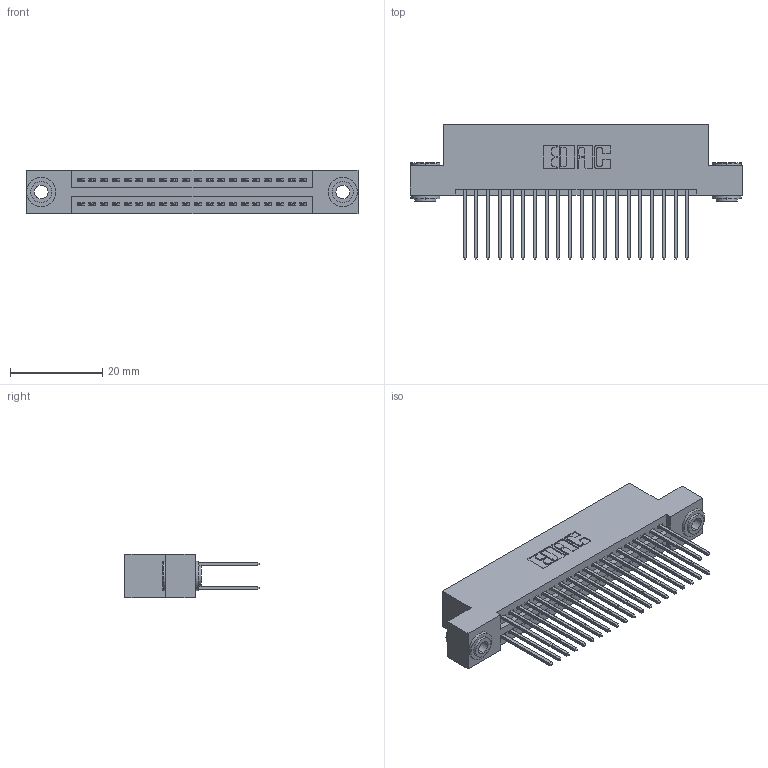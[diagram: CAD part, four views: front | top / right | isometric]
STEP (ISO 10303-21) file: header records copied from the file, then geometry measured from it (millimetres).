
FILE_DESCRIPTION (( 'STEP AP203' ), '1' );
FILE_NAME ('395-040-540-203.STEP', '2019-10-18T05:17:23', ( '' ), ( '' ), 'SwSTEP 2.0', 'SolidWorks 2016', '' );
FILE_SCHEMA (( 'CONFIG_CONTROL_DESIGN' ));
Length unit declared in the file: inch
Products named in the file (4): 345 Part_Flush Mounting Lugs - 0.156 Dia-TH; 345-292-001_345-293-140; 345-250-002_345-250-002-102; 395-040-540-203
Assembly tree (43 placements, depth 2):
  395-040-540-203
    345 Part_Flush Mounting Lugs - 0.156 Dia-TH
    345-292-001_345-293-140  x40
    345-250-002_345-250-002-102  x2
Bounding box: 72.01 x 29.13 x 9.4 mm (x, y, z)
Volume: 6961.9 mm3; surface area: 10773.1 mm2
Topology: 43 solids, 43 shells, 2164 faces, 6377 edges, 4194 vertices
Faces by surface type: plane 1410, cylinder 746, cone 8
Entity records: 19322 total; most frequent: CARTESIAN_POINT 3235, ORIENTED_EDGE 3162, DIRECTION 2911, EDGE_CURVE 1581, LINE 1345, VECTOR 1345, VERTEX_POINT 1050, AXIS2_PLACEMENT_3D 783
